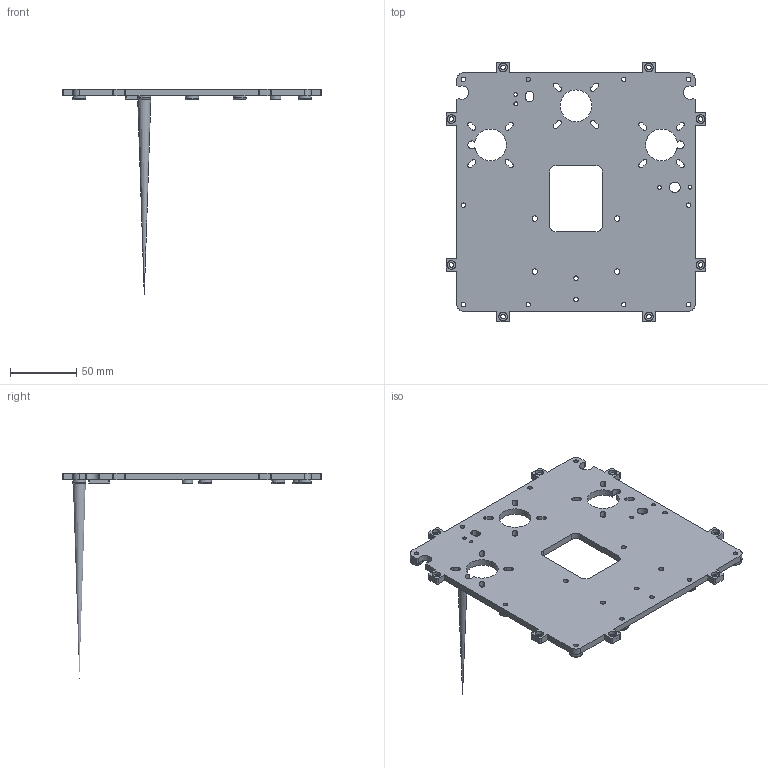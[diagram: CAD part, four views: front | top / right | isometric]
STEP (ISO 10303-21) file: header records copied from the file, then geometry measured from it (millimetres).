
FILE_DESCRIPTION(('FreeCAD Model'),'2;1');
FILE_NAME('Open CASCADE Shape Model','2023-05-16T18:47:26',('Author'),( ''),'Open CASCADE STEP processor 7.5','FreeCAD','Unknown');
FILE_SCHEMA(('AUTOMOTIVE_DESIGN { 1 0 10303 214 1 1 1 1 }'));
Length unit declared in the file: millimetre
Products named in the file (1): drilled.lid
Bounding box: 196 x 196 x 155 mm (x, y, z)
Volume: 141930.2 mm3; surface area: 71555.2 mm2
Topology: 1 solids, 1 shells, 351 faces, 936 edges, 613 vertices
Faces by surface type: plane 217, cylinder 102, cone 18, torus 12, bspline 2
Full cylindrical faces by diameter (mm): 2.8 x4, 3.4 x20, 4 x4, 6.4 x8, 8 x3, 24 x1
Entity records: 23322 total; most frequent: CARTESIAN_POINT 4611, DIRECTION 3457, LINE 2076, VECTOR 2076, ORIENTED_EDGE 1860, PCURVE 1860, DEFINITIONAL_REPRESENTATION 1860, EDGE_CURVE 930
